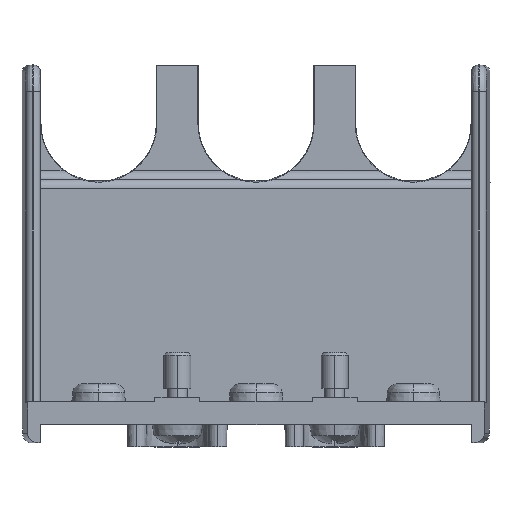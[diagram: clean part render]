
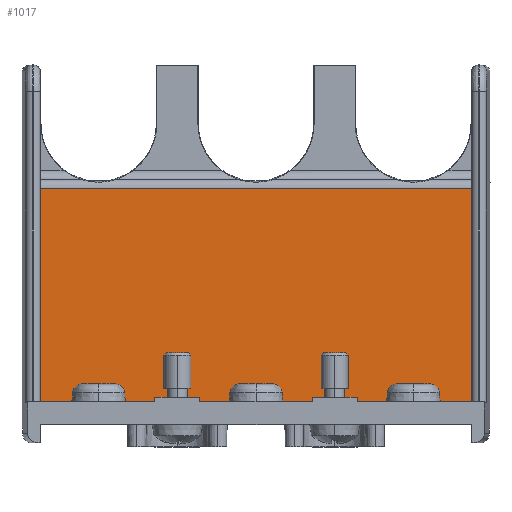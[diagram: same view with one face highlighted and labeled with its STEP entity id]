
A CAD part, top view. The second image highlights one B-rep face of the part: STEP entity #1017.
In plain terms, the highlighted planar face has unit normal (0, 0, 1).
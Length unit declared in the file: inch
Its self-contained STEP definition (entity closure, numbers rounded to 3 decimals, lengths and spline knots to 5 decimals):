
#229 = CARTESIAN_POINT ( 'NONE',  ( 0.94488, 0.17717, -1.29921 ) ) ;
#292 = EDGE_LOOP ( 'NONE', ( #5530, #6791, #1016, #6278 ) ) ;
#333 = VECTOR ( 'NONE', #2659, 39.37008 ) ;
#615 = DIRECTION ( 'NONE',  ( 1., 0., 0. ) ) ;
#642 = VERTEX_POINT ( 'NONE', #229 ) ;
#1016 = ORIENTED_EDGE ( 'NONE', *, *, #7211, .F. ) ;
#1017 = ADVANCED_FACE ( 'NONE', ( #1333 ), #1861, .T. ) ;
#1333 = FACE_OUTER_BOUND ( 'NONE', #292, .T. ) ;
#1861 = PLANE ( 'NONE',  #5131 ) ;
#1980 = CARTESIAN_POINT ( 'NONE',  ( 0.94488, 2.14567, -1.29921 ) ) ;
#2006 = CARTESIAN_POINT ( 'NONE',  ( 0.94488, 1.11417, -1.29921 ) ) ;
#2007 = CARTESIAN_POINT ( 'NONE',  ( -0.94488, 1.11417, -1.29921 ) ) ;
#2659 = DIRECTION ( 'NONE',  ( -1., 0., 0. ) ) ;
#2896 = CARTESIAN_POINT ( 'NONE',  ( -0.94488, 2.14567, -1.29921 ) ) ;
#2930 = EDGE_CURVE ( 'NONE', #5289, #3172, #7096, .T. ) ;
#2967 = CARTESIAN_POINT ( 'NONE',  ( 0.94488, 1.11417, -1.29921 ) ) ;
#3133 = DIRECTION ( 'NONE',  ( 0., 0., 1. ) ) ;
#3172 = VERTEX_POINT ( 'NONE', #5072 ) ;
#4473 = EDGE_CURVE ( 'NONE', #6970, #5289, #7321, .T. ) ;
#4646 = CARTESIAN_POINT ( 'NONE',  ( 0.94488, 2.14567, -1.29921 ) ) ;
#4710 = VECTOR ( 'NONE', #5810, 39.37008 ) ;
#4787 = CARTESIAN_POINT ( 'NONE',  ( 1.02362, 0.17717, -1.29921 ) ) ;
#4974 = VECTOR ( 'NONE', #5887, 39.37008 ) ;
#5072 = CARTESIAN_POINT ( 'NONE',  ( -0.94488, 0.17717, -1.29921 ) ) ;
#5131 = AXIS2_PLACEMENT_3D ( 'NONE', #1980, #3133, #6596 ) ;
#5289 = VERTEX_POINT ( 'NONE', #2007 ) ;
#5374 = LINE ( 'NONE', #4787, #6269 ) ;
#5530 = ORIENTED_EDGE ( 'NONE', *, *, #2930, .T. ) ;
#5810 = DIRECTION ( 'NONE',  ( 0., -1., 0. ) ) ;
#5887 = DIRECTION ( 'NONE',  ( 0., -1., 0. ) ) ;
#5994 = EDGE_CURVE ( 'NONE', #3172, #642, #5374, .T. ) ;
#6269 = VECTOR ( 'NONE', #615, 39.37008 ) ;
#6278 = ORIENTED_EDGE ( 'NONE', *, *, #4473, .T. ) ;
#6596 = DIRECTION ( 'NONE',  ( 1., 0., 0. ) ) ;
#6791 = ORIENTED_EDGE ( 'NONE', *, *, #5994, .T. ) ;
#6970 = VERTEX_POINT ( 'NONE', #2967 ) ;
#7096 = LINE ( 'NONE', #2896, #4974 ) ;
#7211 = EDGE_CURVE ( 'NONE', #6970, #642, #7601, .T. ) ;
#7321 = LINE ( 'NONE', #2006, #333 ) ;
#7601 = LINE ( 'NONE', #4646, #4710 ) ;
